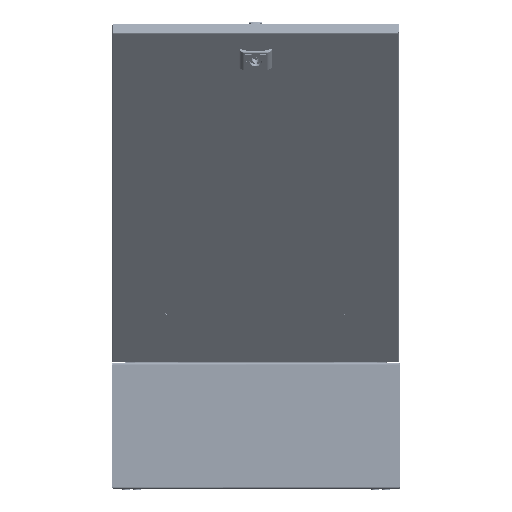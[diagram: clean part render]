
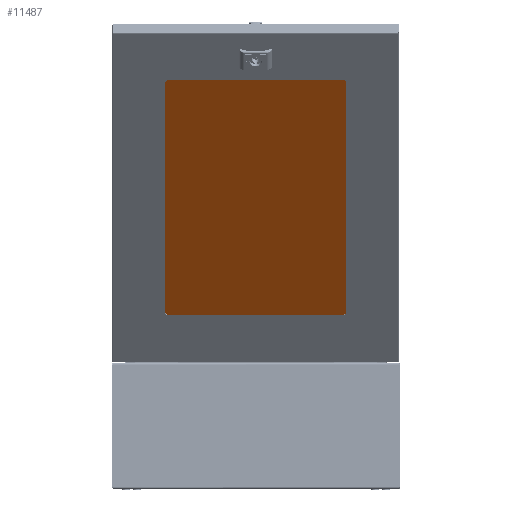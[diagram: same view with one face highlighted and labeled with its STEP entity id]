
A CAD part, front view. The second image highlights one B-rep face of the part: STEP entity #11487.
In plain terms, the highlighted face is planar.
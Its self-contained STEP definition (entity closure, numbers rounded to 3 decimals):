
#4000 = EDGE_LOOP ( 'NONE', ( #16477, #16479, #16481, #16483 ) ) ;
#8800 = VERTEX_POINT ( 'NONE', #31231 ) ;
#8809 = VERTEX_POINT ( 'NONE', #31240 ) ;
#8810 = VERTEX_POINT ( 'NONE', #31241 ) ;
#8814 = VERTEX_POINT ( 'NONE', #31245 ) ;
#11487 = ADVANCED_FACE ( 'NONE', ( #49073 ), #49075, .T. ) ;
#16477 = ORIENTED_EDGE ( 'NONE', *, *, #138310, .T. ) ;
#16479 = ORIENTED_EDGE ( 'NONE', *, *, #138311, .T. ) ;
#16481 = ORIENTED_EDGE ( 'NONE', *, *, #138763, .T. ) ;
#16483 = ORIENTED_EDGE ( 'NONE', *, *, #138772, .T. ) ;
#31231 = CARTESIAN_POINT ( 'NONE',  ( -135., -222.5, 4. ) ) ;
#31240 = CARTESIAN_POINT ( 'NONE',  ( -135., 222.5, 4. ) ) ;
#31241 = CARTESIAN_POINT ( 'NONE',  ( 135., -222.5, 4. ) ) ;
#31245 = CARTESIAN_POINT ( 'NONE',  ( 135., 222.5, 4. ) ) ;
#49056 = CARTESIAN_POINT ( 'NONE',  ( -135., -222.5, 4. ) ) ;
#49073 = FACE_OUTER_BOUND ( 'NONE', #4000, .T. ) ;
#49075 = PLANE ( 'NONE',  #147852 ) ;
#49078 = DIRECTION ( 'NONE',  ( 0., 0., 1. ) ) ;
#49080 = DIRECTION ( 'NONE',  ( 1., 0., 0. ) ) ;
#76489 = VECTOR ( 'NONE', #79190, 1000. ) ;
#76507 = VECTOR ( 'NONE', #79196, 1000. ) ;
#77130 = VECTOR ( 'NONE', #82654, 1000. ) ;
#77141 = VECTOR ( 'NONE', #82681, 1000. ) ;
#79172 = LINE ( 'NONE', #79192, #76507 ) ;
#79174 = LINE ( 'NONE', #79186, #76489 ) ;
#79186 = CARTESIAN_POINT ( 'NONE',  ( -135., 222.5, 4. ) ) ;
#79190 = DIRECTION ( 'NONE',  ( 0., -1., 0. ) ) ;
#79192 = CARTESIAN_POINT ( 'NONE',  ( -135., -222.5, 4. ) ) ;
#79196 = DIRECTION ( 'NONE',  ( 1., 0., 0. ) ) ;
#82651 = LINE ( 'NONE', #82652, #77130 ) ;
#82652 = CARTESIAN_POINT ( 'NONE',  ( 135., 222.5, 4. ) ) ;
#82654 = DIRECTION ( 'NONE',  ( 0., 1., 0. ) ) ;
#82677 = LINE ( 'NONE', #82679, #77141 ) ;
#82679 = CARTESIAN_POINT ( 'NONE',  ( -135., 222.5, 4. ) ) ;
#82681 = DIRECTION ( 'NONE',  ( -1., 0., 0. ) ) ;
#138310 = EDGE_CURVE ( 'NONE', #8809, #8800, #79174, .T. ) ;
#138311 = EDGE_CURVE ( 'NONE', #8800, #8810, #79172, .T. ) ;
#138763 = EDGE_CURVE ( 'NONE', #8810, #8814, #82651, .T. ) ;
#138772 = EDGE_CURVE ( 'NONE', #8814, #8809, #82677, .T. ) ;
#147852 = AXIS2_PLACEMENT_3D ( 'NONE', #49056, #49078, #49080 ) ;
